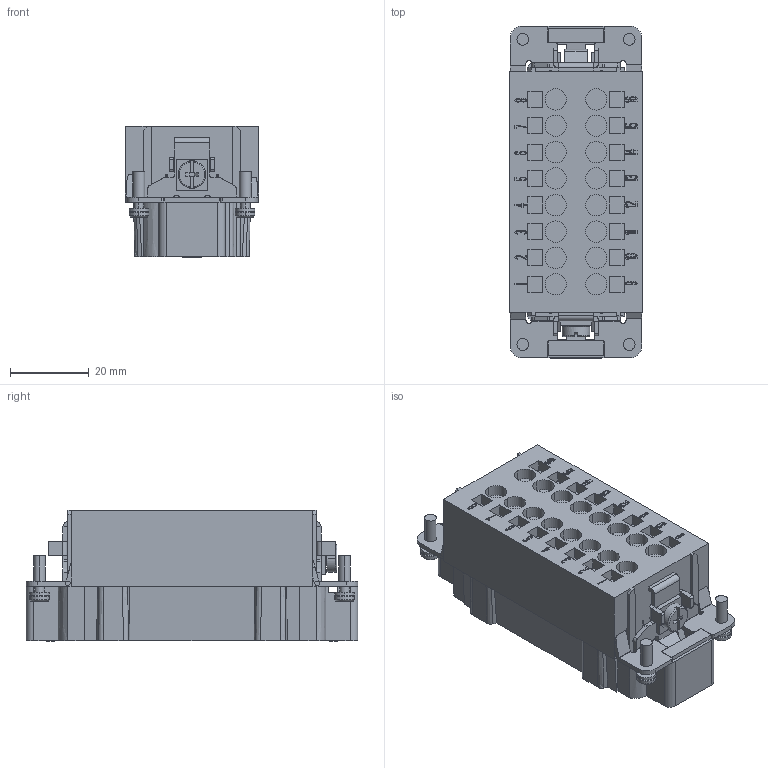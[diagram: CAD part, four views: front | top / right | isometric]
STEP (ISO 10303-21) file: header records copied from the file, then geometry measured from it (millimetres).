
FILE_DESCRIPTION((''),'2;1');
FILE_NAME('2017HE016MS','2017-07-10T',('tl.yang'),(''),'PRO/ENGINEER BY PARAMETRIC TECHNOLOGY CORPORATION, 2011500','PRO/ENGINEER BY PARAMETRIC TECHNOLOGY CORPORATION, 2011500','');
FILE_SCHEMA(('CONFIG_CONTROL_DESIGN'));
Products named in the file (1): 2017HE016MS
Bounding box: 33.9 x 84.3 x 33.29 mm (x, y, z)
Volume: 48577.4 mm3; surface area: 21978.8 mm2
Topology: 1 solids, 18 shells, 2554 faces, 6872 edges, 4492 vertices
Faces by surface type: plane 1938, cylinder 282, bspline 180, cone 152, torus 2
Entity records: 83935 total; most frequent: CARTESIAN_POINT 20222, ORIENTED_EDGE 13744, DIRECTION 12263, EDGE_CURVE 6872, VECTOR 5521, LINE 5521, VERTEX_POINT 4492, AXIS2_PLACEMENT_3D 3371
